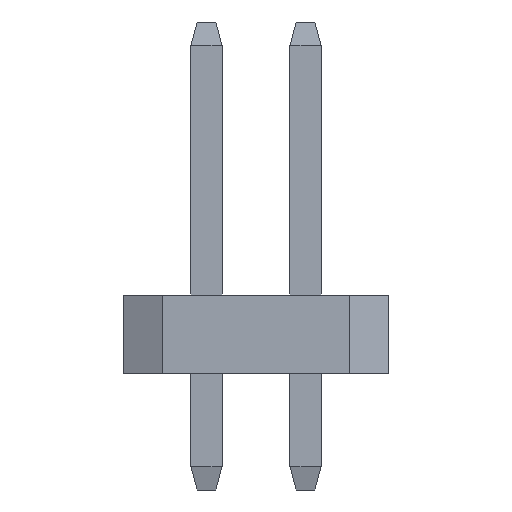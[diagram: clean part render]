
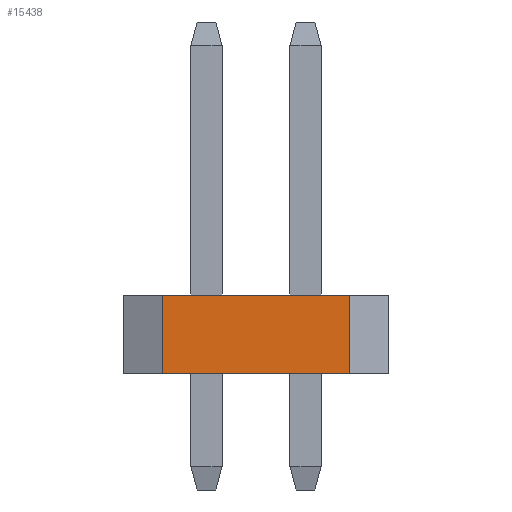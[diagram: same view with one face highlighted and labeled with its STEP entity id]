
A CAD part, left-side view. The second image highlights one B-rep face of the part: STEP entity #15438.
In plain terms, the highlighted planar face has unit normal (-1, 0, 0).
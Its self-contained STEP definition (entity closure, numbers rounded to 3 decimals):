
#2489 = EDGE_LOOP ( 'NONE', ( #9063, #6512, #10698, #5226 ) ) ;
#3125 = DIRECTION ( 'NONE',  ( 0., 0., -1. ) ) ;
#3544 = CARTESIAN_POINT ( 'NONE',  ( -8.89, 1.2, -1.5 ) ) ;
#3894 = AXIS2_PLACEMENT_3D ( 'NONE', #25069, #7342, #3125 ) ;
#3896 = EDGE_CURVE ( 'NONE', #4722, #21525, #21140, .T. ) ;
#4383 = CARTESIAN_POINT ( 'NONE',  ( -8.89, -1.2, -1.5 ) ) ;
#4722 = VERTEX_POINT ( 'NONE', #20098 ) ;
#5226 = ORIENTED_EDGE ( 'NONE', *, *, #3896, .F. ) ;
#5516 = CARTESIAN_POINT ( 'NONE',  ( -8.89, -1.2, 1. ) ) ;
#6022 = EDGE_CURVE ( 'NONE', #21525, #14302, #15709, .T. ) ;
#6512 = ORIENTED_EDGE ( 'NONE', *, *, #12827, .T. ) ;
#7342 = DIRECTION ( 'NONE',  ( 1., 0., 0. ) ) ;
#8847 = DIRECTION ( 'NONE',  ( 0., -1., 0. ) ) ;
#9063 = ORIENTED_EDGE ( 'NONE', *, *, #22154, .T. ) ;
#10546 = CARTESIAN_POINT ( 'NONE',  ( -8.89, 1.2, 1. ) ) ;
#10698 = ORIENTED_EDGE ( 'NONE', *, *, #6022, .F. ) ;
#10768 = CARTESIAN_POINT ( 'NONE',  ( -8.89, -1.7, 0. ) ) ;
#11290 = VECTOR ( 'NONE', #8847, 1000. ) ;
#11376 = DIRECTION ( 'NONE',  ( 0., 0., 1. ) ) ;
#12827 = EDGE_CURVE ( 'NONE', #21214, #14302, #19927, .T. ) ;
#12886 = CARTESIAN_POINT ( 'NONE',  ( -8.89, -1.2, 0. ) ) ;
#12889 = FACE_OUTER_BOUND ( 'NONE', #2489, .T. ) ;
#13336 = LINE ( 'NONE', #10768, #11290 ) ;
#14302 = VERTEX_POINT ( 'NONE', #5516 ) ;
#15303 = PLANE ( 'NONE',  #3894 ) ;
#15438 = ADVANCED_FACE ( 'NONE', ( #12889 ), #15303, .F. ) ;
#15709 = LINE ( 'NONE', #17769, #17767 ) ;
#16538 = VECTOR ( 'NONE', #11376, 1000. ) ;
#17767 = VECTOR ( 'NONE', #19708, 1000. ) ;
#17769 = CARTESIAN_POINT ( 'NONE',  ( -8.89, -1.7, 1. ) ) ;
#17989 = DIRECTION ( 'NONE',  ( 0., 0., 1. ) ) ;
#19708 = DIRECTION ( 'NONE',  ( 0., -1., 0. ) ) ;
#19927 = LINE ( 'NONE', #4383, #20696 ) ;
#20098 = CARTESIAN_POINT ( 'NONE',  ( -8.89, 1.2, 0. ) ) ;
#20696 = VECTOR ( 'NONE', #17989, 1000. ) ;
#21140 = LINE ( 'NONE', #3544, #16538 ) ;
#21214 = VERTEX_POINT ( 'NONE', #12886 ) ;
#21525 = VERTEX_POINT ( 'NONE', #10546 ) ;
#22154 = EDGE_CURVE ( 'NONE', #4722, #21214, #13336, .T. ) ;
#25069 = CARTESIAN_POINT ( 'NONE',  ( -8.89, -1.7, 1. ) ) ;
